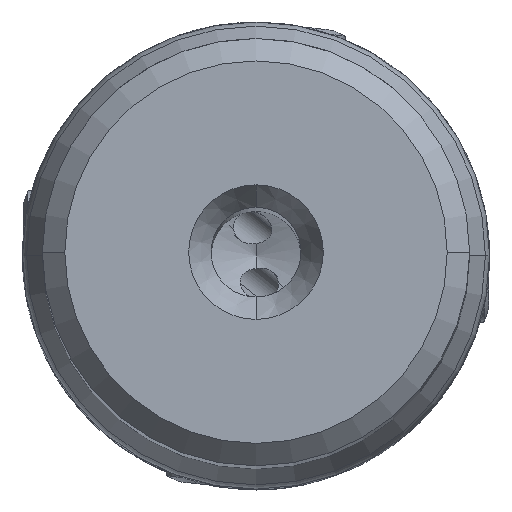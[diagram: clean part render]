
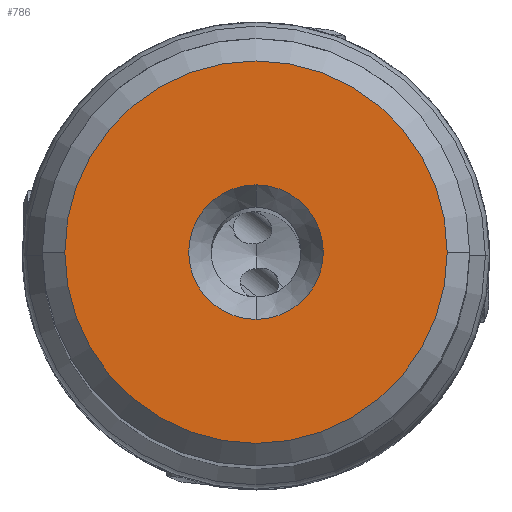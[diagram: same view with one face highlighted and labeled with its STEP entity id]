
A CAD part, top view. The second image highlights one B-rep face of the part: STEP entity #786.
In plain terms, the highlighted planar face has unit normal (0, 0, 1).
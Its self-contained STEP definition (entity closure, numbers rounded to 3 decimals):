
#226=PLANE('',#8153);
#786=ADVANCED_FACE('',(#1389,#1390),#226,.T.);
#1389=FACE_BOUND('',#1485,.T.);
#1390=FACE_BOUND('',#1486,.T.);
#1485=EDGE_LOOP('',(#3506,#3507,#3508));
#1486=EDGE_LOOP('',(#3509,#3510));
#3506=ORIENTED_EDGE('',*,*,#6554,.F.);
#3507=ORIENTED_EDGE('',*,*,#6555,.F.);
#3508=ORIENTED_EDGE('',*,*,#6556,.F.);
#3509=ORIENTED_EDGE('',*,*,#6557,.F.);
#3510=ORIENTED_EDGE('',*,*,#6553,.F.);
#5711=VERTEX_POINT('',#13406);
#5712=VERTEX_POINT('',#13408);
#5713=VERTEX_POINT('',#13412);
#5714=VERTEX_POINT('',#13413);
#5715=VERTEX_POINT('',#13415);
#6553=EDGE_CURVE('',#5712,#5711,#7541,.T.);
#6554=EDGE_CURVE('',#5713,#5714,#7542,.T.);
#6555=EDGE_CURVE('',#5715,#5713,#7543,.T.);
#6556=EDGE_CURVE('',#5714,#5715,#7544,.T.);
#6557=EDGE_CURVE('',#5711,#5712,#7545,.T.);
#7541=CIRCLE('',#8147,3.);
#7542=CIRCLE('',#8149,8.525);
#7543=CIRCLE('',#8150,8.525);
#7544=CIRCLE('',#8151,8.525);
#7545=CIRCLE('',#8152,3.);
#8147=AXIS2_PLACEMENT_3D('',#13409,#9258,#9259);
#8149=AXIS2_PLACEMENT_3D('',#13411,#9262,#9263);
#8150=AXIS2_PLACEMENT_3D('',#13414,#9264,#9265);
#8151=AXIS2_PLACEMENT_3D('',#13416,#9266,#9267);
#8152=AXIS2_PLACEMENT_3D('',#13417,#9268,#9269);
#8153=AXIS2_PLACEMENT_3D('',#13418,#9270,#9271);
#9258=DIRECTION('',(0.,0.,1.));
#9259=DIRECTION('',(0.,-1.,0.));
#9262=DIRECTION('',(0.,0.,-1.));
#9263=DIRECTION('',(-1.,0.,0.));
#9264=DIRECTION('',(0.,0.,-1.));
#9265=DIRECTION('',(0.,-1.,0.));
#9266=DIRECTION('',(0.,0.,-1.));
#9267=DIRECTION('',(1.,0.,0.));
#9268=DIRECTION('',(0.,0.,1.));
#9269=DIRECTION('',(0.,1.,0.));
#9270=DIRECTION('',(0.,0.,1.));
#9271=DIRECTION('',(-1.,0.,0.));
#13406=CARTESIAN_POINT('',(0.,3.,0.));
#13408=CARTESIAN_POINT('',(0.,-3.,0.));
#13409=CARTESIAN_POINT('',(0.,0.,0.));
#13411=CARTESIAN_POINT('',(0.,0.,0.));
#13412=CARTESIAN_POINT('',(-8.525,0.,0.));
#13413=CARTESIAN_POINT('',(8.525,0.,0.));
#13414=CARTESIAN_POINT('',(0.,0.,0.));
#13415=CARTESIAN_POINT('',(0.,-8.525,0.));
#13416=CARTESIAN_POINT('',(0.,0.,0.));
#13417=CARTESIAN_POINT('',(0.,0.,0.));
#13418=CARTESIAN_POINT('',(0.,0.001,0.));
